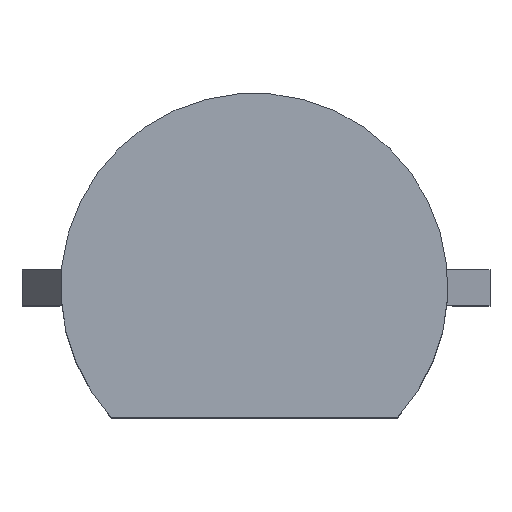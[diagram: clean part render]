
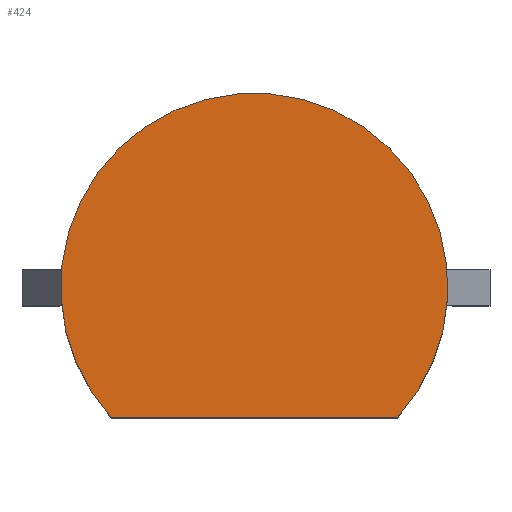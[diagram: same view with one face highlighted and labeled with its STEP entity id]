
A CAD part, top view. The second image highlights one B-rep face of the part: STEP entity #424.
In plain terms, the highlighted planar face has unit normal (0, 0, 1).
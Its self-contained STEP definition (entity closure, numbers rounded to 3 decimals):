
#13=DIRECTION('',(0.,0.,1.));
#27=VECTOR('',#28,1.);
#28=DIRECTION('',(1.,0.,0.));
#42=DIRECTION('',(-1.,0.,0.));
#181=DIRECTION('',(0.,0.,-1.));
#187=VERTEX_POINT('',#188);
#188=CARTESIAN_POINT('',(0.841,-1.55,7.6));
#191=ORIENTED_EDGE('',*,*,#192,.T.);
#192=EDGE_CURVE('',#187,#193,#195,.T.);
#193=VERTEX_POINT('',#194);
#194=CARTESIAN_POINT('',(4.239,-1.55,7.6));
#195=LINE('',#188,#27);
#205=ORIENTED_EDGE('',*,*,#206,.T.);
#206=EDGE_CURVE('',#193,#187,#207,.T.);
#207=CIRCLE('',#208,2.3);
#208=AXIS2_PLACEMENT_3D('',#209,#13,#28);
#209=CARTESIAN_POINT('',(2.54,0.,7.6));
#424=ADVANCED_FACE('',(#425),#427,.F.);
#425=FACE_BOUND('',#426,.T.);
#426=EDGE_LOOP('',(#191,#205));
#427=PLANE('',#428);
#428=AXIS2_PLACEMENT_3D('',#188,#181,#42);
